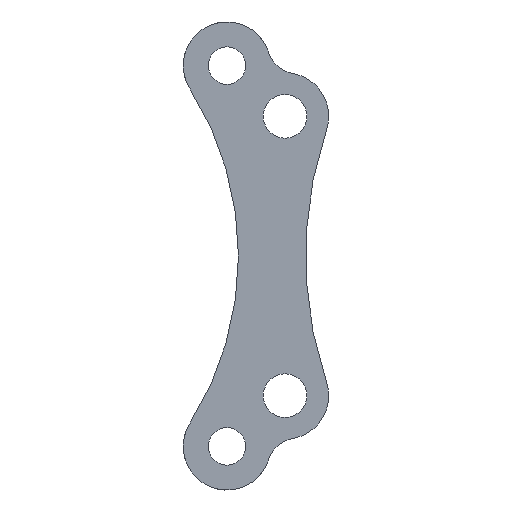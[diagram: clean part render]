
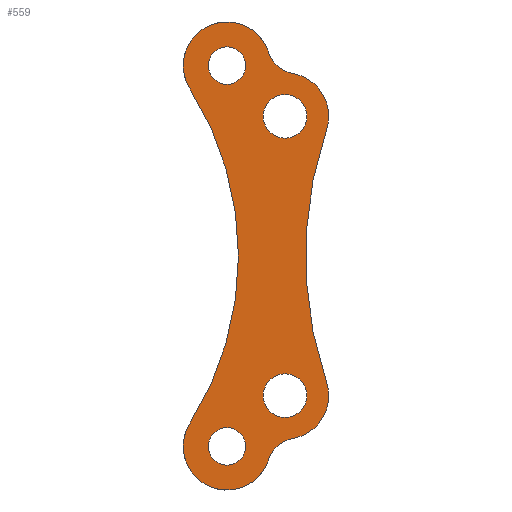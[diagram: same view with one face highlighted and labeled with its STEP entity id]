
A CAD part, left-side view. The second image highlights one B-rep face of the part: STEP entity #559.
In plain terms, the highlighted planar face has unit normal (-1, 0, 0).
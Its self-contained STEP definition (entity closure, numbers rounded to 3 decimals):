
#61=CARTESIAN_POINT('Vertex',(0.,30.429,98.259)) ;
#66=CARTESIAN_POINT('Axis2P3D Location',(0.,18.602,105.75)) ;
#70=CARTESIAN_POINT('Vertex',(0.,5.279,110.051)) ;
#97=CARTESIAN_POINT('Axis2P3D Location',(0.,-4.238,113.123)) ;
#101=CARTESIAN_POINT('Vertex',(0.,-2.472,103.28)) ;
#128=CARTESIAN_POINT('Axis2P3D Location',(0.,0.,89.5)) ;
#132=CARTESIAN_POINT('Vertex',(0.,-13.255,84.993)) ;
#159=CARTESIAN_POINT('Axis2P3D Location',(0.,-131.6,44.75)) ;
#163=CARTESIAN_POINT('Vertex',(0.,-13.255,4.507)) ;
#190=CARTESIAN_POINT('Axis2P3D Location',(0.,0.,0.)) ;
#194=CARTESIAN_POINT('Vertex',(0.,-2.472,-13.78)) ;
#221=CARTESIAN_POINT('Axis2P3D Location',(0.,-4.238,-23.623)) ;
#225=CARTESIAN_POINT('Vertex',(0.,5.279,-20.551)) ;
#252=CARTESIAN_POINT('Axis2P3D Location',(0.,18.602,-16.25)) ;
#256=CARTESIAN_POINT('Vertex',(0.,30.429,-8.759)) ;
#283=CARTESIAN_POINT('Axis2P3D Location',(0.,114.909,44.75)) ;
#318=CARTESIAN_POINT('Vertex',(0.,7.,0.)) ;
#321=CARTESIAN_POINT('Axis2P3D Location',(0.,0.,0.)) ;
#325=CARTESIAN_POINT('Vertex',(0.,-7.,0.)) ;
#345=CARTESIAN_POINT('Axis2P3D Location',(0.,0.,0.)) ;
#375=CARTESIAN_POINT('Vertex',(0.,7.,89.5)) ;
#378=CARTESIAN_POINT('Axis2P3D Location',(0.,0.,89.5)) ;
#382=CARTESIAN_POINT('Vertex',(0.,-7.,89.5)) ;
#402=CARTESIAN_POINT('Axis2P3D Location',(0.,0.,89.5)) ;
#432=CARTESIAN_POINT('Vertex',(0.,24.602,105.75)) ;
#435=CARTESIAN_POINT('Axis2P3D Location',(0.,18.602,105.75)) ;
#439=CARTESIAN_POINT('Vertex',(0.,12.602,105.75)) ;
#459=CARTESIAN_POINT('Axis2P3D Location',(0.,18.602,105.75)) ;
#489=CARTESIAN_POINT('Vertex',(0.,24.602,-16.25)) ;
#492=CARTESIAN_POINT('Axis2P3D Location',(0.,18.602,-16.25)) ;
#496=CARTESIAN_POINT('Vertex',(0.,12.602,-16.25)) ;
#516=CARTESIAN_POINT('Axis2P3D Location',(0.,18.602,-16.25)) ;
#528=CARTESIAN_POINT('Axis2P3D Location',(0.,0.,0.)) ;
#67=DIRECTION('Axis2P3D Direction',(1.,0.,0.)) ;
#98=DIRECTION('Axis2P3D Direction',(1.,0.,0.)) ;
#129=DIRECTION('Axis2P3D Direction',(1.,0.,0.)) ;
#160=DIRECTION('Axis2P3D Direction',(1.,0.,0.)) ;
#191=DIRECTION('Axis2P3D Direction',(1.,0.,0.)) ;
#222=DIRECTION('Axis2P3D Direction',(1.,0.,0.)) ;
#253=DIRECTION('Axis2P3D Direction',(1.,0.,0.)) ;
#284=DIRECTION('Axis2P3D Direction',(1.,0.,0.)) ;
#322=DIRECTION('Axis2P3D Direction',(1.,0.,0.)) ;
#346=DIRECTION('Axis2P3D Direction',(1.,0.,0.)) ;
#379=DIRECTION('Axis2P3D Direction',(1.,0.,0.)) ;
#403=DIRECTION('Axis2P3D Direction',(1.,0.,0.)) ;
#436=DIRECTION('Axis2P3D Direction',(1.,0.,0.)) ;
#460=DIRECTION('Axis2P3D Direction',(1.,0.,0.)) ;
#493=DIRECTION('Axis2P3D Direction',(1.,0.,0.)) ;
#517=DIRECTION('Axis2P3D Direction',(1.,0.,0.)) ;
#529=DIRECTION('Axis2P3D Direction',(1.,0.,0.)) ;
#530=DIRECTION('Axis2P3D XDirection',(0.,1.,0.)) ;
#68=AXIS2_PLACEMENT_3D('Circle Axis2P3D',#66,#67,$) ;
#99=AXIS2_PLACEMENT_3D('Circle Axis2P3D',#97,#98,$) ;
#130=AXIS2_PLACEMENT_3D('Circle Axis2P3D',#128,#129,$) ;
#161=AXIS2_PLACEMENT_3D('Circle Axis2P3D',#159,#160,$) ;
#192=AXIS2_PLACEMENT_3D('Circle Axis2P3D',#190,#191,$) ;
#223=AXIS2_PLACEMENT_3D('Circle Axis2P3D',#221,#222,$) ;
#254=AXIS2_PLACEMENT_3D('Circle Axis2P3D',#252,#253,$) ;
#285=AXIS2_PLACEMENT_3D('Circle Axis2P3D',#283,#284,$) ;
#323=AXIS2_PLACEMENT_3D('Circle Axis2P3D',#321,#322,$) ;
#347=AXIS2_PLACEMENT_3D('Circle Axis2P3D',#345,#346,$) ;
#380=AXIS2_PLACEMENT_3D('Circle Axis2P3D',#378,#379,$) ;
#404=AXIS2_PLACEMENT_3D('Circle Axis2P3D',#402,#403,$) ;
#437=AXIS2_PLACEMENT_3D('Circle Axis2P3D',#435,#436,$) ;
#461=AXIS2_PLACEMENT_3D('Circle Axis2P3D',#459,#460,$) ;
#494=AXIS2_PLACEMENT_3D('Circle Axis2P3D',#492,#493,$) ;
#518=AXIS2_PLACEMENT_3D('Circle Axis2P3D',#516,#517,$) ;
#531=AXIS2_PLACEMENT_3D('Plane Axis2P3D',#528,#529,#530) ;
#534=ORIENTED_EDGE('',*,*,#287,.F.) ;
#535=ORIENTED_EDGE('',*,*,#258,.F.) ;
#536=ORIENTED_EDGE('',*,*,#227,.F.) ;
#537=ORIENTED_EDGE('',*,*,#196,.F.) ;
#538=ORIENTED_EDGE('',*,*,#165,.F.) ;
#539=ORIENTED_EDGE('',*,*,#134,.F.) ;
#540=ORIENTED_EDGE('',*,*,#103,.F.) ;
#541=ORIENTED_EDGE('',*,*,#72,.F.) ;
#544=ORIENTED_EDGE('',*,*,#349,.T.) ;
#545=ORIENTED_EDGE('',*,*,#327,.T.) ;
#548=ORIENTED_EDGE('',*,*,#406,.T.) ;
#549=ORIENTED_EDGE('',*,*,#384,.T.) ;
#552=ORIENTED_EDGE('',*,*,#463,.T.) ;
#553=ORIENTED_EDGE('',*,*,#441,.T.) ;
#556=ORIENTED_EDGE('',*,*,#520,.T.) ;
#557=ORIENTED_EDGE('',*,*,#498,.T.) ;
#546=FACE_BOUND('',#543,.T.) ;
#550=FACE_BOUND('',#547,.T.) ;
#554=FACE_BOUND('',#551,.T.) ;
#558=FACE_BOUND('',#555,.T.) ;
#559=ADVANCED_FACE('caleBrute',(#542,#546,#550,#554,#558),#532,.F.) ;
#69=CIRCLE('generated circle',#68,14.) ;
#100=CIRCLE('generated circle',#99,10.) ;
#131=CIRCLE('generated circle',#130,14.) ;
#162=CIRCLE('generated circle',#161,125.) ;
#193=CIRCLE('generated circle',#192,14.) ;
#224=CIRCLE('generated circle',#223,10.) ;
#255=CIRCLE('generated circle',#254,14.) ;
#286=CIRCLE('generated circle',#285,100.) ;
#324=CIRCLE('generated circle',#323,7.) ;
#348=CIRCLE('generated circle',#347,7.) ;
#381=CIRCLE('generated circle',#380,7.) ;
#405=CIRCLE('generated circle',#404,7.) ;
#438=CIRCLE('generated circle',#437,6.) ;
#462=CIRCLE('generated circle',#461,6.) ;
#495=CIRCLE('generated circle',#494,6.) ;
#519=CIRCLE('generated circle',#518,6.) ;
#72=EDGE_CURVE('',#62,#71,#69,.T.) ;
#103=EDGE_CURVE('',#71,#102,#100,.F.) ;
#134=EDGE_CURVE('',#102,#133,#131,.T.) ;
#165=EDGE_CURVE('',#133,#164,#162,.F.) ;
#196=EDGE_CURVE('',#164,#195,#193,.T.) ;
#227=EDGE_CURVE('',#195,#226,#224,.F.) ;
#258=EDGE_CURVE('',#226,#257,#255,.T.) ;
#287=EDGE_CURVE('',#257,#62,#286,.F.) ;
#327=EDGE_CURVE('',#326,#319,#324,.T.) ;
#349=EDGE_CURVE('',#319,#326,#348,.T.) ;
#384=EDGE_CURVE('',#383,#376,#381,.T.) ;
#406=EDGE_CURVE('',#376,#383,#405,.T.) ;
#441=EDGE_CURVE('',#440,#433,#438,.T.) ;
#463=EDGE_CURVE('',#433,#440,#462,.T.) ;
#498=EDGE_CURVE('',#497,#490,#495,.T.) ;
#520=EDGE_CURVE('',#490,#497,#519,.T.) ;
#533=EDGE_LOOP('',(#534,#535,#536,#537,#538,#539,#540,#541)) ;
#543=EDGE_LOOP('',(#544,#545)) ;
#547=EDGE_LOOP('',(#548,#549)) ;
#551=EDGE_LOOP('',(#552,#553)) ;
#555=EDGE_LOOP('',(#556,#557)) ;
#542=FACE_OUTER_BOUND('',#533,.T.) ;
#532=PLANE('Plane',#531) ;
#62=VERTEX_POINT('',#61) ;
#71=VERTEX_POINT('',#70) ;
#102=VERTEX_POINT('',#101) ;
#133=VERTEX_POINT('',#132) ;
#164=VERTEX_POINT('',#163) ;
#195=VERTEX_POINT('',#194) ;
#226=VERTEX_POINT('',#225) ;
#257=VERTEX_POINT('',#256) ;
#319=VERTEX_POINT('',#318) ;
#326=VERTEX_POINT('',#325) ;
#376=VERTEX_POINT('',#375) ;
#383=VERTEX_POINT('',#382) ;
#433=VERTEX_POINT('',#432) ;
#440=VERTEX_POINT('',#439) ;
#490=VERTEX_POINT('',#489) ;
#497=VERTEX_POINT('',#496) ;
